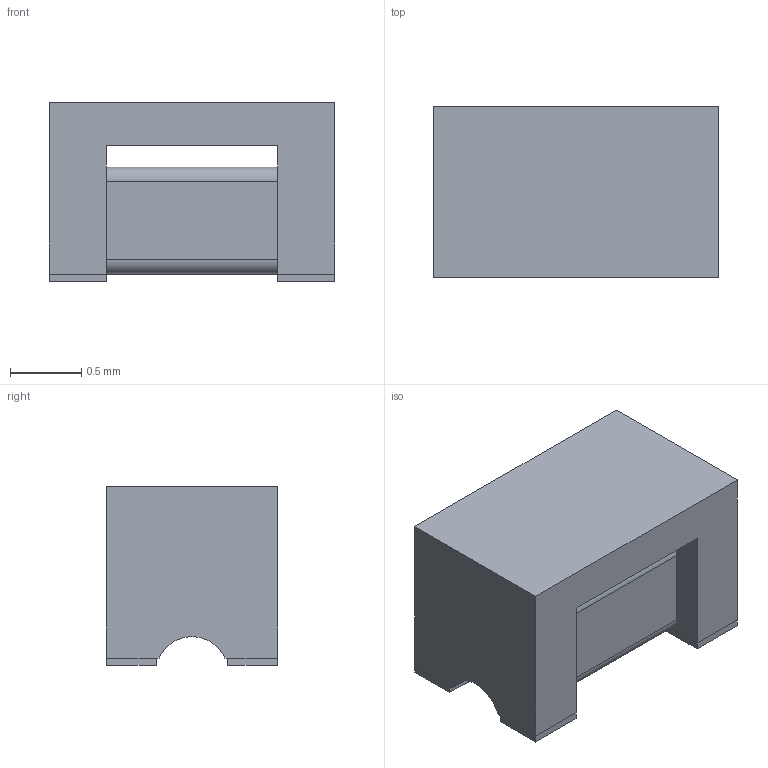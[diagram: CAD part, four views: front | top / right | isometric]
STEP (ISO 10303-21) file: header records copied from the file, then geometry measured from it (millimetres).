
FILE_DESCRIPTION(('FreeCAD Model'),'2;1');
FILE_NAME('Open CASCADE Shape Model','2022-04-08T14:33:02',( 'kicad StepUp'),('ksu MCAD'),'Open CASCADE STEP processor 7.5', 'FreeCAD','Unknown');
FILE_SCHEMA(('AUTOMOTIVE_DESIGN { 1 0 10303 214 1 1 1 1 }'));
Length unit declared in the file: millimetre
Products named in the file (1): Fillet
Bounding box: 2 x 1.2 x 1.25 mm (x, y, z)
Volume: 2.2 mm3; surface area: 15.3 mm2
Topology: 1 solids, 1 shells, 48 faces, 124 edges, 76 vertices
Faces by surface type: plane 43, cylinder 5
Entity records: 1782 total; most frequent: CARTESIAN_POINT 249, ORIENTED_EDGE 248, DIRECTION 232, EDGE_CURVE 124, LINE 114, VECTOR 114, VERTEX_POINT 76, AXIS2_PLACEMENT_3D 59
